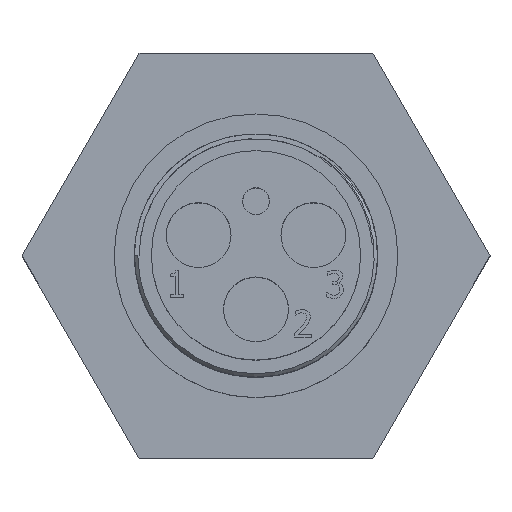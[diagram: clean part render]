
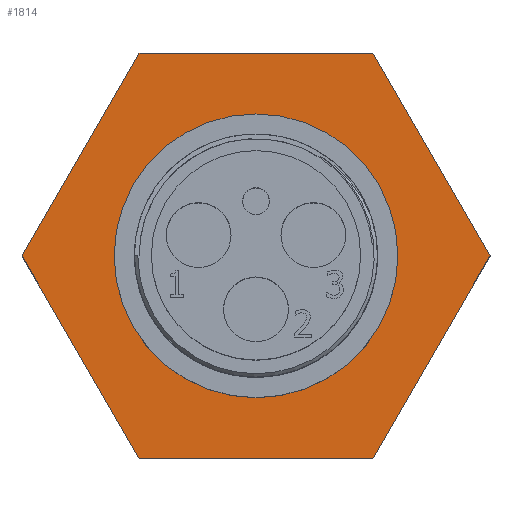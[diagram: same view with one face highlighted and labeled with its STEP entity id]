
A CAD part, top view. The second image highlights one B-rep face of the part: STEP entity #1814.
In plain terms, the highlighted planar face has unit normal (0, 0, 1).
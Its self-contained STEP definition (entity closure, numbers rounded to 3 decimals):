
#69=FACE_BOUND($,#405,.T.);
#100=CIRCLE($,#1914,10.5);
#166=PLANE($,#1917);
#268=FACE_OUTER_BOUND($,#404,.T.);
#404=EDGE_LOOP($,(#1663,#1664,#1665,#1666,#1667,#1668));
#405=EDGE_LOOP($,(#1669));
#525=LINE($,#5303,#660);
#528=LINE($,#5309,#663);
#531=LINE($,#5315,#666);
#534=LINE($,#5321,#669);
#538=LINE($,#5328,#673);
#540=LINE($,#5331,#675);
#660=VECTOR($,#2133,17.321);
#663=VECTOR($,#2138,17.321);
#666=VECTOR($,#2143,17.321);
#669=VECTOR($,#2148,17.321);
#673=VECTOR($,#2154,17.321);
#675=VECTOR($,#2158,17.321);
#897=VERTEX_POINT($,#5300);
#898=VERTEX_POINT($,#5302);
#900=VERTEX_POINT($,#5308);
#902=VERTEX_POINT($,#5314);
#904=VERTEX_POINT($,#5320);
#906=VERTEX_POINT($,#5326);
#928=VERTEX_POINT($,#5397);
#1138=EDGE_CURVE($,#898,#897,#525,.T.);
#1141=EDGE_CURVE($,#900,#898,#528,.T.);
#1144=EDGE_CURVE($,#902,#900,#531,.T.);
#1147=EDGE_CURVE($,#904,#902,#534,.T.);
#1151=EDGE_CURVE($,#897,#906,#538,.T.);
#1153=EDGE_CURVE($,#906,#904,#540,.T.);
#1175=EDGE_CURVE($,#928,#928,#100,.T.);
#1663=ORIENTED_EDGE($,*,*,#1147,.T.);
#1664=ORIENTED_EDGE($,*,*,#1144,.T.);
#1665=ORIENTED_EDGE($,*,*,#1141,.T.);
#1666=ORIENTED_EDGE($,*,*,#1138,.T.);
#1667=ORIENTED_EDGE($,*,*,#1151,.T.);
#1668=ORIENTED_EDGE($,*,*,#1153,.T.);
#1669=ORIENTED_EDGE($,*,*,#1175,.T.);
#1814=ADVANCED_FACE($,(#268,#69),#166,.T.);
#1914=AXIS2_PLACEMENT_3D($,#5398,#2247,#2248);
#1917=AXIS2_PLACEMENT_3D($,#5401,#2253,#2254);
#2133=DIRECTION($,(0.5,-0.866,0.));
#2138=DIRECTION($,(-0.5,-0.866,0.));
#2143=DIRECTION($,(-1.,0.,0.));
#2148=DIRECTION($,(-0.5,0.866,0.));
#2154=DIRECTION($,(1.,0.,0.));
#2158=DIRECTION($,(0.5,0.866,0.));
#2247=DIRECTION('center_axis',(0.,0.,-1.));
#2248=DIRECTION('ref_axis',(-1.,0.,0.));
#2253=DIRECTION('center_axis',(0.,0.,1.));
#2254=DIRECTION('ref_axis',(1.,0.,0.));
#5300=CARTESIAN_POINT('',(-8.66,-15.,3.95));
#5302=CARTESIAN_POINT('',(-17.321,0.,3.95));
#5303=CARTESIAN_POINT($,(-15.155,-3.75,3.95));
#5308=CARTESIAN_POINT('',(-8.66,15.,3.95));
#5309=CARTESIAN_POINT($,(-10.825,11.25,3.95));
#5314=CARTESIAN_POINT('',(8.66,15.,3.95));
#5315=CARTESIAN_POINT($,(4.33,15.,3.95));
#5320=CARTESIAN_POINT('',(17.321,0.,3.95));
#5321=CARTESIAN_POINT($,(15.155,3.75,3.95));
#5326=CARTESIAN_POINT('',(8.66,-15.,3.95));
#5328=CARTESIAN_POINT($,(-4.33,-15.,3.95));
#5331=CARTESIAN_POINT($,(10.825,-11.25,3.95));
#5397=CARTESIAN_POINT('',(10.5,0.,3.95));
#5398=CARTESIAN_POINT('Origin',(0.,0.,3.95));
#5401=CARTESIAN_POINT('Origin',(0.,0.,
3.95));
